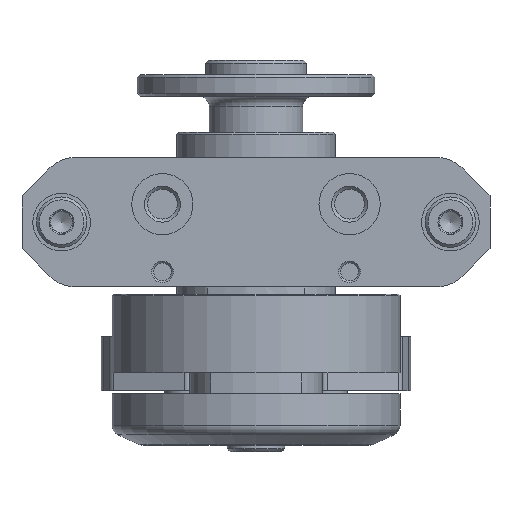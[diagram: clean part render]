
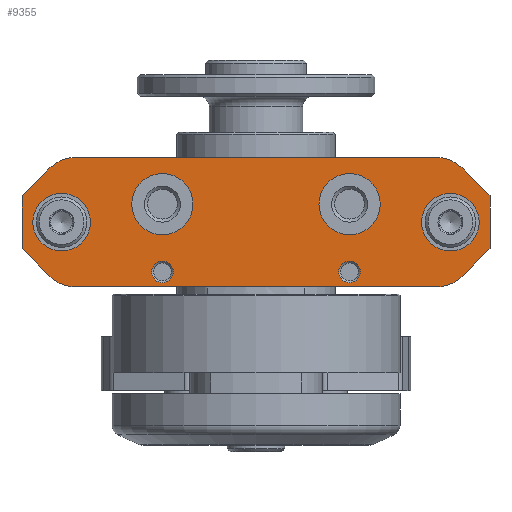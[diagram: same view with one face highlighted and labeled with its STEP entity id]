
A CAD part, front view. The second image highlights one B-rep face of the part: STEP entity #9355.
In plain terms, the highlighted planar face has unit normal (0, -1, 0).
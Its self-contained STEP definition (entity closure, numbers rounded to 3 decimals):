
#251=PLANE('',#9965);
#614=LINE('',#13990,#1207);
#616=LINE('',#13994,#1209);
#619=LINE('',#14006,#1212);
#622=LINE('',#14014,#1215);
#624=LINE('',#14018,#1217);
#626=LINE('',#14022,#1219);
#633=LINE('',#14036,#1226);
#636=LINE('',#14048,#1229);
#1207=VECTOR('',#11281,1000.);
#1209=VECTOR('',#11285,1000.);
#1212=VECTOR('',#11298,1000.);
#1215=VECTOR('',#11307,1000.);
#1217=VECTOR('',#11311,1000.);
#1219=VECTOR('',#11315,1000.);
#1226=VECTOR('',#11328,1000.);
#1229=VECTOR('',#11341,1000.);
#2145=ORIENTED_EDGE('',*,*,#4189,.F.);
#2146=ORIENTED_EDGE('',*,*,#4190,.F.);
#2147=ORIENTED_EDGE('',*,*,#4191,.F.);
#2148=ORIENTED_EDGE('',*,*,#4192,.F.);
#2149=ORIENTED_EDGE('',*,*,#4193,.F.);
#2150=ORIENTED_EDGE('',*,*,#4194,.F.);
#2151=ORIENTED_EDGE('',*,*,#4158,.F.);
#2152=ORIENTED_EDGE('',*,*,#4188,.F.);
#2153=ORIENTED_EDGE('',*,*,#4186,.F.);
#2154=ORIENTED_EDGE('',*,*,#4182,.F.);
#2155=ORIENTED_EDGE('',*,*,#4176,.F.);
#2156=ORIENTED_EDGE('',*,*,#4174,.F.);
#2157=ORIENTED_EDGE('',*,*,#4172,.F.);
#2158=ORIENTED_EDGE('',*,*,#4170,.F.);
#2159=ORIENTED_EDGE('',*,*,#4168,.F.);
#2160=ORIENTED_EDGE('',*,*,#4166,.F.);
#2161=ORIENTED_EDGE('',*,*,#4162,.F.);
#2162=ORIENTED_EDGE('',*,*,#4160,.F.);
#4158=EDGE_CURVE('',#5202,#5203,#614,.T.);
#4160=EDGE_CURVE('',#5203,#5204,#616,.T.);
#4162=EDGE_CURVE('',#5204,#5205,#5863,.T.);
#4166=EDGE_CURVE('',#5205,#5208,#619,.T.);
#4168=EDGE_CURVE('',#5208,#5209,#5866,.T.);
#4170=EDGE_CURVE('',#5209,#5210,#622,.T.);
#4172=EDGE_CURVE('',#5210,#5211,#624,.T.);
#4174=EDGE_CURVE('',#5211,#5212,#626,.T.);
#4176=EDGE_CURVE('',#5212,#5213,#5867,.T.);
#4182=EDGE_CURVE('',#5213,#5216,#633,.T.);
#4186=EDGE_CURVE('',#5216,#5219,#5870,.T.);
#4188=EDGE_CURVE('',#5219,#5202,#636,.T.);
#4189=EDGE_CURVE('',#5220,#5220,#5871,.T.);
#4190=EDGE_CURVE('',#5221,#5221,#5872,.T.);
#4191=EDGE_CURVE('',#5222,#5222,#5873,.T.);
#4192=EDGE_CURVE('',#5223,#5223,#5874,.T.);
#4193=EDGE_CURVE('',#5224,#5224,#5875,.T.);
#4194=EDGE_CURVE('',#5225,#5225,#5876,.T.);
#5202=VERTEX_POINT('',#13989);
#5203=VERTEX_POINT('',#13991);
#5204=VERTEX_POINT('',#13995);
#5205=VERTEX_POINT('',#13999);
#5208=VERTEX_POINT('',#14007);
#5209=VERTEX_POINT('',#14011);
#5210=VERTEX_POINT('',#14015);
#5211=VERTEX_POINT('',#14019);
#5212=VERTEX_POINT('',#14023);
#5213=VERTEX_POINT('',#14027);
#5216=VERTEX_POINT('',#14037);
#5219=VERTEX_POINT('',#14045);
#5220=VERTEX_POINT('',#14051);
#5221=VERTEX_POINT('',#14053);
#5222=VERTEX_POINT('',#14055);
#5223=VERTEX_POINT('',#14057);
#5224=VERTEX_POINT('',#14059);
#5225=VERTEX_POINT('',#14061);
#5863=CIRCLE('',#9948,5.);
#5866=CIRCLE('',#9953,5.);
#5867=CIRCLE('',#9958,5.);
#5870=CIRCLE('',#9963,5.);
#5871=CIRCLE('',#9966,4.);
#5872=CIRCLE('',#9967,4.);
#5873=CIRCLE('',#9968,1.5);
#5874=CIRCLE('',#9969,1.5);
#5875=CIRCLE('',#9970,4.25);
#5876=CIRCLE('',#9971,4.25);
#6366=EDGE_LOOP('',(#2145));
#6367=EDGE_LOOP('',(#2146));
#6368=EDGE_LOOP('',(#2147));
#6369=EDGE_LOOP('',(#2148));
#6370=EDGE_LOOP('',(#2149));
#6371=EDGE_LOOP('',(#2150));
#6372=EDGE_LOOP('',(#2151,#2152,#2153,#2154,#2155,#2156,#2157,#2158,#2159,
#2160,#2161,#2162));
#7048=FACE_BOUND('',#6366,.T.);
#7049=FACE_BOUND('',#6367,.T.);
#7050=FACE_BOUND('',#6368,.T.);
#7051=FACE_BOUND('',#6369,.T.);
#7052=FACE_BOUND('',#6370,.T.);
#7053=FACE_BOUND('',#6371,.T.);
#7054=FACE_BOUND('',#6372,.T.);
#9355=ADVANCED_FACE('',(#7048,#7049,#7050,#7051,#7052,#7053,#7054),#251,
 .F.);
#9948=AXIS2_PLACEMENT_3D('',#13998,#11289,#11290);
#9953=AXIS2_PLACEMENT_3D('',#14010,#11302,#11303);
#9958=AXIS2_PLACEMENT_3D('',#14026,#11319,#11320);
#9963=AXIS2_PLACEMENT_3D('',#14044,#11336,#11337);
#9965=AXIS2_PLACEMENT_3D('',#14049,#11342,#11343);
#9966=AXIS2_PLACEMENT_3D('',#14050,#11344,#11345);
#9967=AXIS2_PLACEMENT_3D('',#14052,#11346,#11347);
#9968=AXIS2_PLACEMENT_3D('',#14054,#11348,#11349);
#9969=AXIS2_PLACEMENT_3D('',#14056,#11350,#11351);
#9970=AXIS2_PLACEMENT_3D('',#14058,#11352,#11353);
#9971=AXIS2_PLACEMENT_3D('',#14060,#11354,#11355);
#11281=DIRECTION('',(0.,0.,1.));
#11285=DIRECTION('',(0.707,0.,0.707));
#11289=DIRECTION('',(0.,1.,0.));
#11290=DIRECTION('',(1.,0.,0.));
#11298=DIRECTION('',(1.,0.,0.));
#11302=DIRECTION('',(0.,1.,0.));
#11303=DIRECTION('',(1.,0.,0.));
#11307=DIRECTION('',(0.707,0.,-0.707));
#11311=DIRECTION('',(0.,0.,-1.));
#11315=DIRECTION('',(-0.707,0.,-0.707));
#11319=DIRECTION('',(0.,1.,0.));
#11320=DIRECTION('',(1.,0.,0.));
#11328=DIRECTION('',(-1.,0.,0.));
#11336=DIRECTION('',(0.,1.,0.));
#11337=DIRECTION('',(1.,0.,0.));
#11341=DIRECTION('',(-0.707,0.,0.707));
#11342=DIRECTION('',(0.,1.,0.));
#11343=DIRECTION('',(0.,0.,1.));
#11344=DIRECTION('',(0.,-1.,0.));
#11345=DIRECTION('',(0.,0.,-1.));
#11346=DIRECTION('',(0.,-1.,0.));
#11347=DIRECTION('',(0.,0.,-1.));
#11348=DIRECTION('',(0.,-1.,0.));
#11349=DIRECTION('',(0.,0.,-1.));
#11350=DIRECTION('',(0.,-1.,0.));
#11351=DIRECTION('',(0.,0.,-1.));
#11352=DIRECTION('',(0.,-1.,0.));
#11353=DIRECTION('',(0.,0.,-1.));
#11354=DIRECTION('',(0.,-1.,0.));
#11355=DIRECTION('',(0.,0.,-1.));
#13989=CARTESIAN_POINT('',(-32.5,-23.5,-16.15));
#13990=CARTESIAN_POINT('',(-32.5,-23.5,-16.15));
#13991=CARTESIAN_POINT('',(-32.5,-23.5,-8.85));
#13994=CARTESIAN_POINT('',(-32.5,-23.5,-8.85));
#13995=CARTESIAN_POINT('',(-28.614,-23.5,-4.964));
#13998=CARTESIAN_POINT('',(-25.079,-23.5,-8.5));
#13999=CARTESIAN_POINT('',(-25.079,-23.5,-3.5));
#14006=CARTESIAN_POINT('',(-25.079,-23.5,-3.5));
#14007=CARTESIAN_POINT('',(25.079,-23.5,-3.5));
#14010=CARTESIAN_POINT('',(25.079,-23.5,-8.5));
#14011=CARTESIAN_POINT('',(28.614,-23.5,-4.964));
#14014=CARTESIAN_POINT('',(28.614,-23.5,-4.964));
#14015=CARTESIAN_POINT('',(32.5,-23.5,-8.85));
#14018=CARTESIAN_POINT('',(32.5,-23.5,-8.85));
#14019=CARTESIAN_POINT('',(32.5,-23.5,-16.15));
#14022=CARTESIAN_POINT('',(32.5,-23.5,-16.15));
#14023=CARTESIAN_POINT('',(28.614,-23.5,-20.036));
#14026=CARTESIAN_POINT('',(25.079,-23.5,-16.5));
#14027=CARTESIAN_POINT('',(25.079,-23.5,-21.5));
#14036=CARTESIAN_POINT('',(25.079,-23.5,-21.5));
#14037=CARTESIAN_POINT('',(-25.079,-23.5,-21.5));
#14044=CARTESIAN_POINT('',(-25.079,-23.5,-16.5));
#14045=CARTESIAN_POINT('',(-28.614,-23.5,-20.036));
#14048=CARTESIAN_POINT('',(-28.614,-23.5,-20.036));
#14049=CARTESIAN_POINT('',(-25.079,-23.5,-8.5));
#14050=CARTESIAN_POINT('',(27.,-23.5,-12.5));
#14051=CARTESIAN_POINT('',(27.,-23.5,-16.5));
#14052=CARTESIAN_POINT('',(-27.,-23.5,-12.5));
#14053=CARTESIAN_POINT('',(-27.,-23.5,-16.5));
#14054=CARTESIAN_POINT('',(13.,-23.5,-19.4));
#14055=CARTESIAN_POINT('',(13.,-23.5,-20.9));
#14056=CARTESIAN_POINT('',(-13.,-23.5,-19.4));
#14057=CARTESIAN_POINT('',(-13.,-23.5,-20.9));
#14058=CARTESIAN_POINT('',(13.,-23.5,-10.));
#14059=CARTESIAN_POINT('',(13.,-23.5,-14.25));
#14060=CARTESIAN_POINT('',(-13.,-23.5,-10.));
#14061=CARTESIAN_POINT('',(-13.,-23.5,-14.25));
